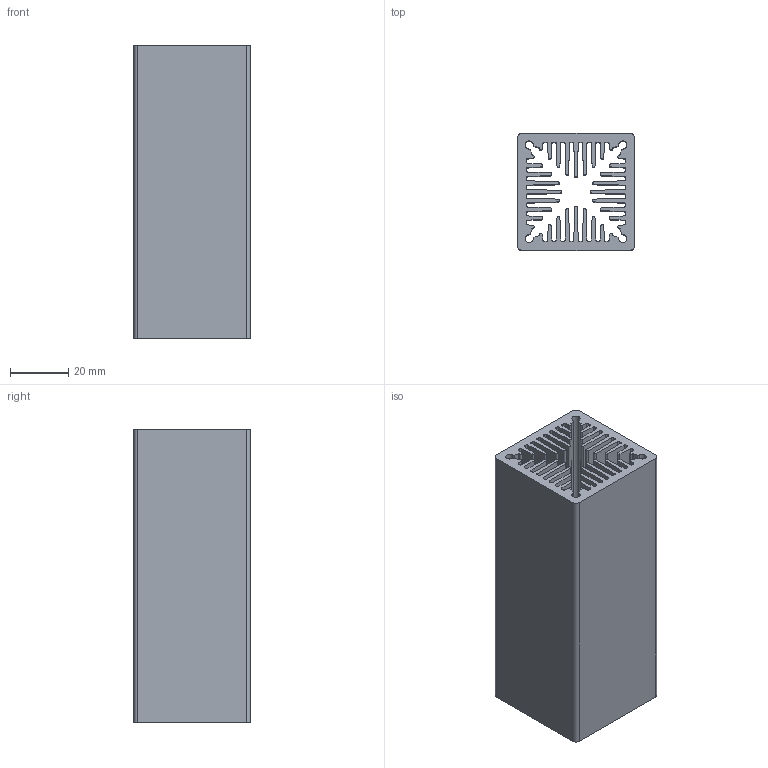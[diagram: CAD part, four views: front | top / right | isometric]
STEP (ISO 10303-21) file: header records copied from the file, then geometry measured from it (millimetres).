
FILE_DESCRIPTION((''),'2;1');
FILE_NAME('LAM_4.stp','2014-01-15T13:04:16',('lochen'),(''),'Autodesk Inventor 2012','Autodesk Inventor 2012','');
FILE_SCHEMA(('AUTOMOTIVE_DESIGN { 1 0 10303 214 1 1 1 1 }'));
Length unit declared in the file: millimetre
Products named in the file (1): LAM_4
Bounding box: 40 x 40 x 100 mm (x, y, z)
Volume: 80273.4 mm3; surface area: 80958.8 mm2
Topology: 1 solids, 1 shells, 242 faces, 720 edges, 480 vertices
Faces by surface type: cylinder 124, plane 118
Entity records: 8229 total; most frequent: DIRECTION 1454, CARTESIAN_POINT 1443, ORIENTED_EDGE 1440, EDGE_CURVE 720, AXIS2_PLACEMENT_3D 491, VERTEX_POINT 480, VECTOR 472, LINE 472
